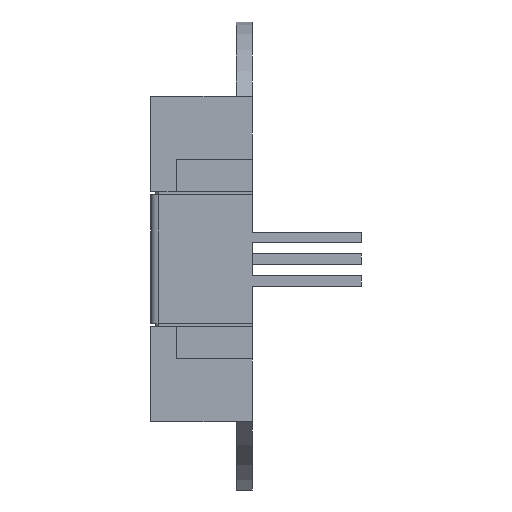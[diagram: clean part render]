
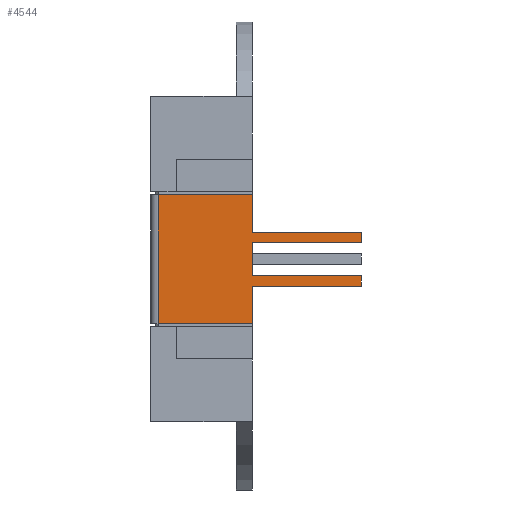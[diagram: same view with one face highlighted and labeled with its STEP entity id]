
A CAD part, left-side view. The second image highlights one B-rep face of the part: STEP entity #4544.
In plain terms, the highlighted planar face has unit normal (-1, 0, 0).
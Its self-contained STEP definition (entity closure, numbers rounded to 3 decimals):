
#25 = CARTESIAN_POINT ( 'NONE',  ( -13.585, -5.08, -1.265 ) ) ;
#117 = EDGE_CURVE ( 'NONE', #2109, #3584, #4378, .T. ) ;
#146 = CARTESIAN_POINT ( 'NONE',  ( -13.585, 4.4, -3. ) ) ;
#157 = LINE ( 'NONE', #5249, #1929 ) ;
#206 = LINE ( 'NONE', #4912, #3792 ) ;
#224 = LINE ( 'NONE', #2858, #3615 ) ;
#278 = VECTOR ( 'NONE', #1024, 1000. ) ;
#286 = VECTOR ( 'NONE', #1139, 1000. ) ;
#316 = CARTESIAN_POINT ( 'NONE',  ( -13.585, 0., 3. ) ) ;
#317 = VERTEX_POINT ( 'NONE', #693 ) ;
#335 = CARTESIAN_POINT ( 'NONE',  ( -13.585, -5.08, -3. ) ) ;
#409 = LINE ( 'NONE', #3806, #278 ) ;
#483 = ORIENTED_EDGE ( 'NONE', *, *, #3316, .F. ) ;
#528 = DIRECTION ( 'NONE',  ( 0., 1., 0. ) ) ;
#560 = ORIENTED_EDGE ( 'NONE', *, *, #4744, .F. ) ;
#584 = VERTEX_POINT ( 'NONE', #2545 ) ;
#693 = CARTESIAN_POINT ( 'NONE',  ( -13.585, 0., 3. ) ) ;
#722 = VECTOR ( 'NONE', #5159, 1000. ) ;
#733 = CARTESIAN_POINT ( 'NONE',  ( -13.585, 0., 1.265 ) ) ;
#791 = VECTOR ( 'NONE', #3944, 1000. ) ;
#947 = EDGE_CURVE ( 'NONE', #2277, #1556, #157, .T. ) ;
#1014 = ORIENTED_EDGE ( 'NONE', *, *, #947, .F. ) ;
#1024 = DIRECTION ( 'NONE',  ( 0., 0., 1. ) ) ;
#1051 = EDGE_CURVE ( 'NONE', #584, #2277, #224, .T. ) ;
#1139 = DIRECTION ( 'NONE',  ( 0., 0., 1. ) ) ;
#1314 = EDGE_CURVE ( 'NONE', #584, #4879, #409, .T. ) ;
#1329 = CARTESIAN_POINT ( 'NONE',  ( -13.585, -5.08, -3. ) ) ;
#1332 = EDGE_CURVE ( 'NONE', #4916, #4988, #3176, .T. ) ;
#1401 = ORIENTED_EDGE ( 'NONE', *, *, #1051, .F. ) ;
#1497 = ORIENTED_EDGE ( 'NONE', *, *, #117, .F. ) ;
#1548 = ORIENTED_EDGE ( 'NONE', *, *, #1314, .T. ) ;
#1556 = VERTEX_POINT ( 'NONE', #3411 ) ;
#1739 = CARTESIAN_POINT ( 'NONE',  ( -13.585, 4.4, -3. ) ) ;
#1820 = VERTEX_POINT ( 'NONE', #733 ) ;
#1850 = CARTESIAN_POINT ( 'NONE',  ( -13.585, -5.08, 1.265 ) ) ;
#1859 = CARTESIAN_POINT ( 'NONE',  ( -13.585, 0., -0.765 ) ) ;
#1867 = EDGE_CURVE ( 'NONE', #317, #4988, #206, .T. ) ;
#1884 = CARTESIAN_POINT ( 'NONE',  ( -13.585, -5.08, -0.765 ) ) ;
#1929 = VECTOR ( 'NONE', #4802, 1000. ) ;
#1948 = CARTESIAN_POINT ( 'NONE',  ( -13.585, -5.08, -3. ) ) ;
#2070 = LINE ( 'NONE', #1948, #5280 ) ;
#2109 = VERTEX_POINT ( 'NONE', #5208 ) ;
#2125 = EDGE_CURVE ( 'NONE', #1820, #4879, #3084, .T. ) ;
#2154 = VECTOR ( 'NONE', #3326, 1000. ) ;
#2230 = PLANE ( 'NONE',  #3696 ) ;
#2277 = VERTEX_POINT ( 'NONE', #3387 ) ;
#2315 = LINE ( 'NONE', #335, #286 ) ;
#2367 = DIRECTION ( 'NONE',  ( 0., 1., 0. ) ) ;
#2426 = DIRECTION ( 'NONE',  ( 0., 1., 0. ) ) ;
#2472 = CARTESIAN_POINT ( 'NONE',  ( -13.585, -5.08, 1.265 ) ) ;
#2545 = CARTESIAN_POINT ( 'NONE',  ( -13.585, -5.08, 0.765 ) ) ;
#2551 = CARTESIAN_POINT ( 'NONE',  ( -13.585, 0., -1.265 ) ) ;
#2554 = LINE ( 'NONE', #3764, #2154 ) ;
#2658 = VECTOR ( 'NONE', #3827, 1000. ) ;
#2671 = ORIENTED_EDGE ( 'NONE', *, *, #5350, .T. ) ;
#2777 = ORIENTED_EDGE ( 'NONE', *, *, #4177, .F. ) ;
#2858 = CARTESIAN_POINT ( 'NONE',  ( -13.585, 0., 0.765 ) ) ;
#2876 = VERTEX_POINT ( 'NONE', #4403 ) ;
#3003 = ORIENTED_EDGE ( 'NONE', *, *, #2125, .F. ) ;
#3084 = LINE ( 'NONE', #1850, #722 ) ;
#3161 = VECTOR ( 'NONE', #5246, 1000. ) ;
#3176 = LINE ( 'NONE', #146, #791 ) ;
#3316 = EDGE_CURVE ( 'NONE', #317, #1820, #3847, .T. ) ;
#3326 = DIRECTION ( 'NONE',  ( 0., 0., -1. ) ) ;
#3383 = FACE_OUTER_BOUND ( 'NONE', #4278, .T. ) ;
#3387 = CARTESIAN_POINT ( 'NONE',  ( -13.585, 0., 0.765 ) ) ;
#3411 = CARTESIAN_POINT ( 'NONE',  ( -13.585, 0., -0.765 ) ) ;
#3526 = ORIENTED_EDGE ( 'NONE', *, *, #1332, .F. ) ;
#3538 = LINE ( 'NONE', #1859, #4246 ) ;
#3584 = VERTEX_POINT ( 'NONE', #2551 ) ;
#3615 = VECTOR ( 'NONE', #2426, 1000. ) ;
#3696 = AXIS2_PLACEMENT_3D ( 'NONE', #1329, #4658, #528 ) ;
#3764 = CARTESIAN_POINT ( 'NONE',  ( -13.585, 0., -3. ) ) ;
#3792 = VECTOR ( 'NONE', #5312, 1000. ) ;
#3806 = CARTESIAN_POINT ( 'NONE',  ( -13.585, -5.08, -3. ) ) ;
#3827 = DIRECTION ( 'NONE',  ( 0., 1., 0. ) ) ;
#3847 = LINE ( 'NONE', #316, #3161 ) ;
#3944 = DIRECTION ( 'NONE',  ( 0., 0., 1. ) ) ;
#3970 = EDGE_CURVE ( 'NONE', #3584, #2876, #2554, .T. ) ;
#4177 = EDGE_CURVE ( 'NONE', #1556, #4653, #3538, .T. ) ;
#4246 = VECTOR ( 'NONE', #4726, 1000. ) ;
#4278 = EDGE_LOOP ( 'NONE', ( #560, #5092, #1497, #2671, #2777, #1014, #1401, #1548, #3003, #483, #4356, #3526 ) ) ;
#4356 = ORIENTED_EDGE ( 'NONE', *, *, #1867, .T. ) ;
#4378 = LINE ( 'NONE', #25, #2658 ) ;
#4403 = CARTESIAN_POINT ( 'NONE',  ( -13.585, 0., -3. ) ) ;
#4544 = ADVANCED_FACE ( 'NONE', ( #3383 ), #2230, .F. ) ;
#4600 = CARTESIAN_POINT ( 'NONE',  ( -13.585, 4.4, 3. ) ) ;
#4653 = VERTEX_POINT ( 'NONE', #1884 ) ;
#4658 = DIRECTION ( 'NONE',  ( 1., 0., 0. ) ) ;
#4726 = DIRECTION ( 'NONE',  ( 0., -1., 0. ) ) ;
#4744 = EDGE_CURVE ( 'NONE', #2876, #4916, #2070, .T. ) ;
#4802 = DIRECTION ( 'NONE',  ( 0., 0., -1. ) ) ;
#4879 = VERTEX_POINT ( 'NONE', #2472 ) ;
#4912 = CARTESIAN_POINT ( 'NONE',  ( -13.585, -5.08, 3. ) ) ;
#4916 = VERTEX_POINT ( 'NONE', #1739 ) ;
#4988 = VERTEX_POINT ( 'NONE', #4600 ) ;
#5092 = ORIENTED_EDGE ( 'NONE', *, *, #3970, .F. ) ;
#5159 = DIRECTION ( 'NONE',  ( 0., -1., 0. ) ) ;
#5208 = CARTESIAN_POINT ( 'NONE',  ( -13.585, -5.08, -1.265 ) ) ;
#5246 = DIRECTION ( 'NONE',  ( 0., 0., -1. ) ) ;
#5249 = CARTESIAN_POINT ( 'NONE',  ( -13.585, 0., 0.765 ) ) ;
#5280 = VECTOR ( 'NONE', #2367, 1000. ) ;
#5312 = DIRECTION ( 'NONE',  ( 0., 1., 0. ) ) ;
#5350 = EDGE_CURVE ( 'NONE', #2109, #4653, #2315, .T. ) ;
